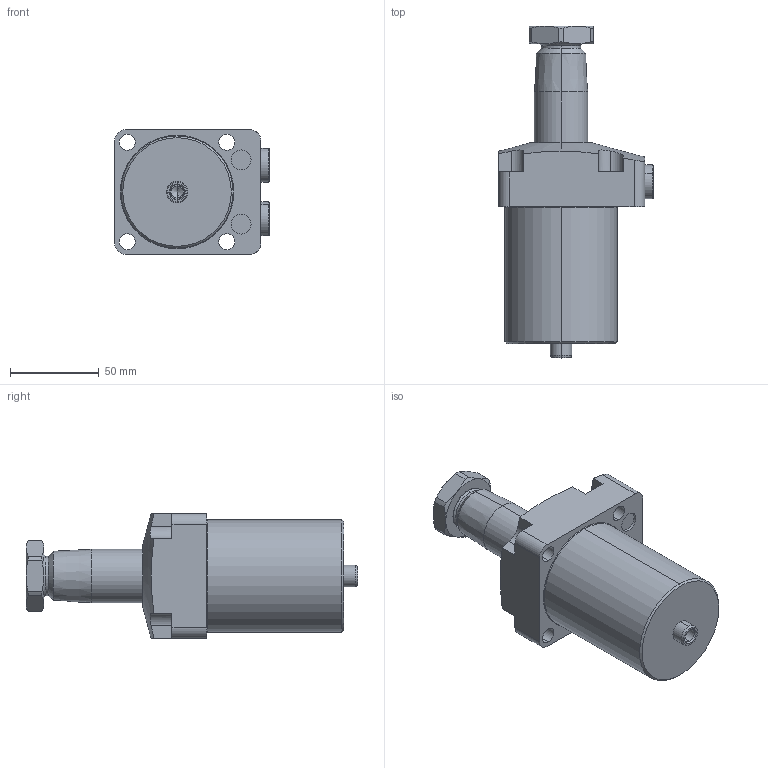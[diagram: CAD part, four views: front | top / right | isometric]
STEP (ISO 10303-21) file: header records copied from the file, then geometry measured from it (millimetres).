
FILE_DESCRIPTION (( 'STEP AP203' ), '1' );
FILE_NAME ('HCTU10-RE.STEP', '2019-10-14T06:11:10', ( '微软用户' ), ( '微软中国' ), 'SwSTEP 2.0', 'SolidWorks 2012', '' );
FILE_SCHEMA (( 'CONFIG_CONTROL_DESIGN' ));
Length unit declared in the file: millimetre
Products named in the file (5): HCTU10-E掛极_______; HCTU10-E活塞杆_______; HCTU10-E蹟譫_______; HCTU10-E黑芛_______; HCTU10-RE
Assembly tree (5 placements, depth 2):
  HCTU10-RE
    HCTU10-E掛极_______
    HCTU10-E活塞杆_______
    HCTU10-E蹟譫_______
    HCTU10-E黑芛_______  x2
Bounding box: 86.8 x 186.5 x 70 mm (x, y, z)
Volume: 444354.5 mm3; surface area: 63319.6 mm2
Topology: 5 solids, 5 shells, 193 faces, 441 edges, 273 vertices
Faces by surface type: cylinder 73, plane 67, cone 46, torus 6, sphere 1
Entity records: 5752 total; most frequent: CARTESIAN_POINT 1274, DIRECTION 864, ORIENTED_EDGE 784, EDGE_CURVE 392, AXIS2_PLACEMENT_3D 346, VERTEX_POINT 245, EDGE_LOOP 199, VECTOR 172
